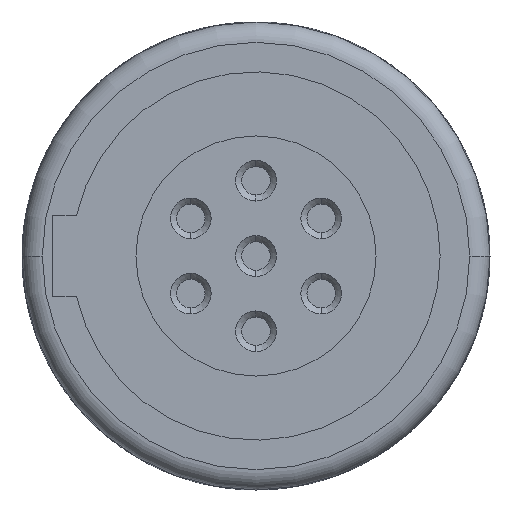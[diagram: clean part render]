
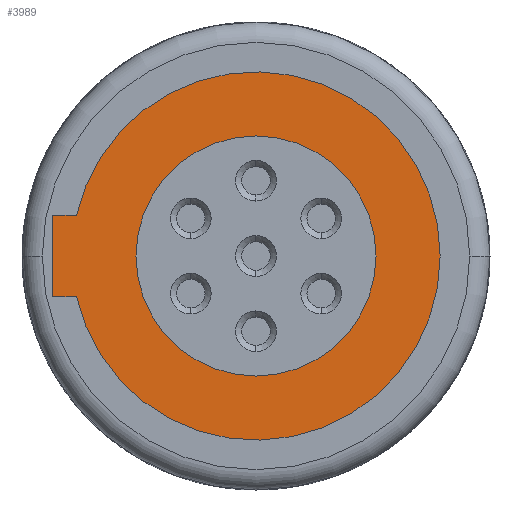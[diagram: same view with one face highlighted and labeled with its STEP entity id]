
A CAD part, left-side view. The second image highlights one B-rep face of the part: STEP entity #3989.
In plain terms, the highlighted planar face has unit normal (-1, 0, 0).
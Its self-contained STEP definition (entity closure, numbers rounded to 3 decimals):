
#1=DIRECTION('',(0.,1.,0.));
#2=VECTOR('',#1,0.587);
#3=CARTESIAN_POINT('',(0.,4.413,-1.));
#4=LINE('',#3,#2);
#5=DIRECTION('',(0.,0.,1.));
#6=VECTOR('',#5,2.);
#7=CARTESIAN_POINT('',(0.,5.,-1.));
#8=LINE('',#7,#6);
#9=DIRECTION('',(0.,-1.,0.));
#10=VECTOR('',#9,0.587);
#11=CARTESIAN_POINT('',(0.,5.,1.));
#12=LINE('',#11,#10);
#13=CARTESIAN_POINT('',(0.,0.,0.));
#14=DIRECTION('',(1.,0.,0.));
#15=DIRECTION('',(0.,0.,-1.));
#16=AXIS2_PLACEMENT_3D('',#13,#14,#15);
#18=CARTESIAN_POINT('',(0.,0.,0.));
#19=DIRECTION('',(1.,0.,0.));
#20=DIRECTION('',(0.,0.,1.));
#21=AXIS2_PLACEMENT_3D('',#18,#19,#20);
#32=CARTESIAN_POINT('',(0.,0.,0.));
#33=DIRECTION('',(-1.,0.,0.));
#34=DIRECTION('',(0.,0.975,-0.221));
#35=AXIS2_PLACEMENT_3D('',#32,#33,#34);
#3436=CARTESIAN_POINT('',(0.,0.,-2.95));
#3437=VERTEX_POINT('',#3436);
#3438=CARTESIAN_POINT('',(0.,0.,2.95));
#3439=VERTEX_POINT('',#3438);
#3714=CARTESIAN_POINT('',(0.,5.,-1.));
#3715=CARTESIAN_POINT('',(0.,5.,1.));
#3716=VERTEX_POINT('',#3714);
#3717=VERTEX_POINT('',#3715);
#3718=CARTESIAN_POINT('',(0.,4.413,-1.));
#3719=VERTEX_POINT('',#3718);
#3720=CARTESIAN_POINT('',(0.,4.413,1.));
#3721=VERTEX_POINT('',#3720);
#3968=CARTESIAN_POINT('',(0.,0.,0.));
#3969=DIRECTION('',(1.,0.,0.));
#3970=DIRECTION('',(0.,0.,-1.));
#3971=AXIS2_PLACEMENT_3D('',#3968,#3969,#3970);
#3972=PLANE('',#3971);
#3974=ORIENTED_EDGE('',*,*,#3973,.F.);
#3976=ORIENTED_EDGE('',*,*,#3975,.T.);
#3978=ORIENTED_EDGE('',*,*,#3977,.T.);
#3980=ORIENTED_EDGE('',*,*,#3979,.T.);
#3981=EDGE_LOOP('',(#3974,#3976,#3978,#3980));
#3982=FACE_OUTER_BOUND('',#3981,.F.);
#3984=ORIENTED_EDGE('',*,*,#3983,.F.);
#3986=ORIENTED_EDGE('',*,*,#3985,.F.);
#3987=EDGE_LOOP('',(#3984,#3986));
#3988=FACE_BOUND('',#3987,.F.);
#3989=ADVANCED_FACE('',(#3982,#3988),#3972,.F.);
#17=CIRCLE('',#16,2.95);
#22=CIRCLE('',#21,2.95);
#36=CIRCLE('',#35,4.525);
#3973=EDGE_CURVE('',#3719,#3721,#36,.T.);
#3975=EDGE_CURVE('',#3719,#3716,#4,.T.);
#3977=EDGE_CURVE('',#3716,#3717,#8,.T.);
#3979=EDGE_CURVE('',#3717,#3721,#12,.T.);
#3983=EDGE_CURVE('',#3437,#3439,#17,.T.);
#3985=EDGE_CURVE('',#3439,#3437,#22,.T.);
